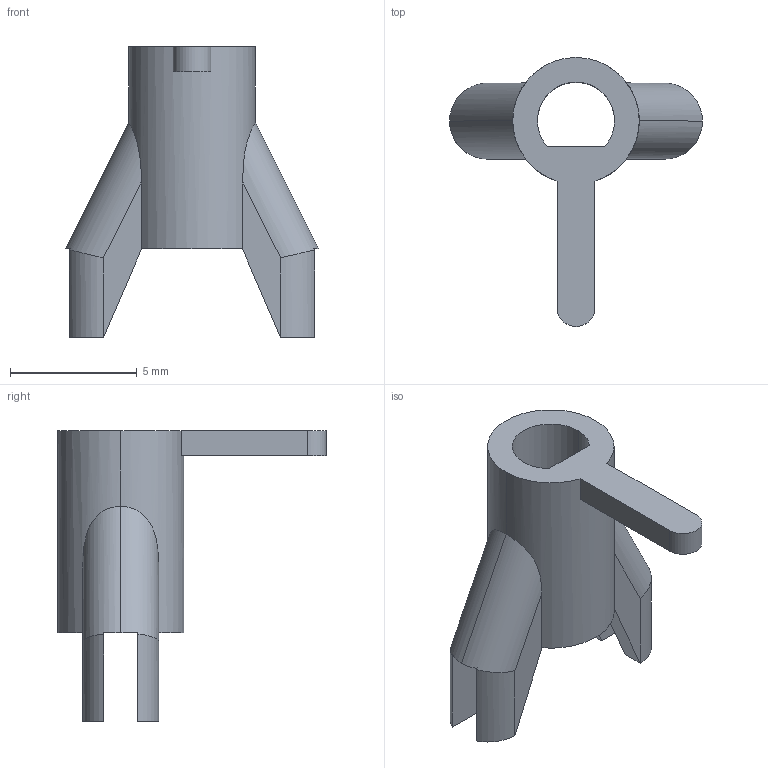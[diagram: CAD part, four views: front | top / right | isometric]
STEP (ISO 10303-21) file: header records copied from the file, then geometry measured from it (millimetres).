
FILE_DESCRIPTION (( 'STEP AP214' ), '1' );
FILE_NAME ('MirrorHolder.STEP', '', ( '' ), ( '' ), '', '', '' );
FILE_SCHEMA (( 'AUTOMOTIVE_DESIGN' ));
Length unit declared in the file: millimetre
Products named in the file (1): MirrorHolder
Bounding box: 10 x 10.63 x 11.5 mm (x, y, z)
Volume: 165.2 mm3; surface area: 361.2 mm2
Topology: 1 solids, 1 shells, 36 faces, 96 edges, 62 vertices
Faces by surface type: plane 22, cylinder 14
Entity records: 1192 total; most frequent: CARTESIAN_POINT 271, ORIENTED_EDGE 192, DIRECTION 176, EDGE_CURVE 96, LINE 66, VECTOR 66, VERTEX_POINT 62, AXIS2_PLACEMENT_3D 55
